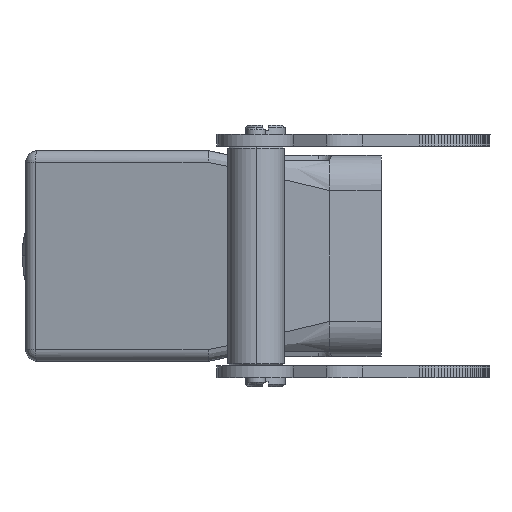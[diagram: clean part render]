
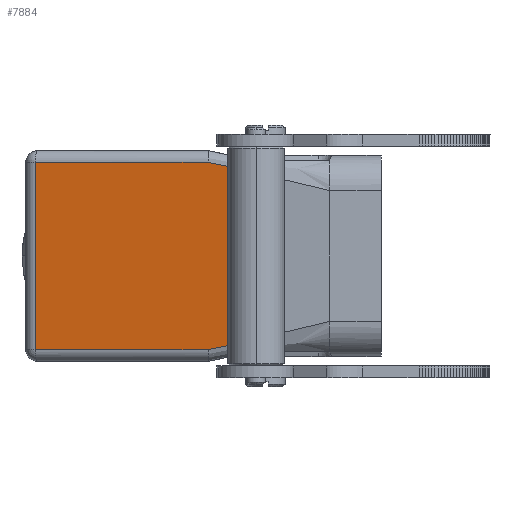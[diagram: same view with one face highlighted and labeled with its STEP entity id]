
A CAD part, left-side view. The second image highlights one B-rep face of the part: STEP entity #7884.
In plain terms, the highlighted planar face has unit normal (-0.982, 0.191, 0).
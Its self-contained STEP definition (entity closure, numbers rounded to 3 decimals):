
#396=DIRECTION('',(0.187,0.963,0.193));
#397=VECTOR('',#396,5.192);
#398=CARTESIAN_POINT('',(-58.002,-0.001,
19.));
#399=LINE('',#398,#397);
#400=DIRECTION('',(0.,0.,1.));
#401=VECTOR('',#400,38.);
#402=CARTESIAN_POINT('',(-58.002,-0.001,
-19.));
#403=LINE('',#402,#401);
#404=DIRECTION('',(-0.187,-0.963,0.193));
#405=VECTOR('',#404,5.192);
#406=CARTESIAN_POINT('',(-57.03,5.,-20.));
#407=LINE('',#406,#405);
#408=CARTESIAN_POINT('',(-57.03,5.,20.));
#418=DIRECTION('',(-0.191,-0.982,0.));
#419=VECTOR('',#418,37.669);
#420=CARTESIAN_POINT('',(-49.843,41.977,20.));
#421=LINE('',#420,#419);
#446=DIRECTION('',(0.,0.,1.));
#447=VECTOR('',#446,40.);
#448=CARTESIAN_POINT('',(-49.843,41.977,-20.));
#449=LINE('',#448,#447);
#5225=DIRECTION('',(0.191,0.982,0.));
#5226=VECTOR('',#5225,37.669);
#5227=CARTESIAN_POINT('',(-57.03,5.,
-20.));
#5228=LINE('',#5227,#5226);
#6181=VERTEX_POINT('',#408);
#6245=CARTESIAN_POINT('',(-49.843,41.977,20.));
#6246=VERTEX_POINT('',#6245);
#6247=CARTESIAN_POINT('',(-58.002,-0.001,
19.));
#6248=VERTEX_POINT('',#6247);
#7026=CARTESIAN_POINT('',(-49.843,41.977,
-20.));
#7027=VERTEX_POINT('',#7026);
#7040=CARTESIAN_POINT('',(-57.03,5.,
-20.));
#7041=CARTESIAN_POINT('',(-58.002,-0.001,
-19.));
#7042=VERTEX_POINT('',#7040);
#7043=VERTEX_POINT('',#7041);
#7866=CARTESIAN_POINT('',(-49.68,42.817,
-20.8));
#7867=DIRECTION('',(-0.982,0.191,0.));
#7868=DIRECTION('',(-0.191,-0.982,0.));
#7869=AXIS2_PLACEMENT_3D('',#7866,#7867,#7868);
#7870=PLANE('',#7869);
#7872=ORIENTED_EDGE('',*,*,#7871,.T.);
#7874=ORIENTED_EDGE('',*,*,#7873,.F.);
#7876=ORIENTED_EDGE('',*,*,#7875,.F.);
#7877=ORIENTED_EDGE('',*,*,#7854,.F.);
#7879=ORIENTED_EDGE('',*,*,#7878,.T.);
#7881=ORIENTED_EDGE('',*,*,#7880,.T.);
#7882=EDGE_LOOP('',(#7872,#7874,#7876,#7877,#7879,#7881));
#7883=FACE_OUTER_BOUND('',#7882,.F.);
#7854=EDGE_CURVE('',#7042,#7043,#407,.T.);
#7871=EDGE_CURVE('',#6246,#6181,#421,.T.);
#7873=EDGE_CURVE('',#6248,#6181,#399,.T.);
#7875=EDGE_CURVE('',#7043,#6248,#403,.T.);
#7878=EDGE_CURVE('',#7042,#7027,#5228,.T.);
#7880=EDGE_CURVE('',#7027,#6246,#449,.T.);
#7884=ADVANCED_FACE('',(#7883),#7870,.T.);
